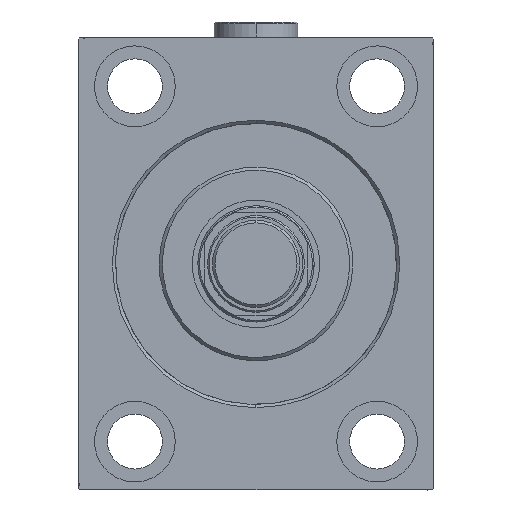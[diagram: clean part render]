
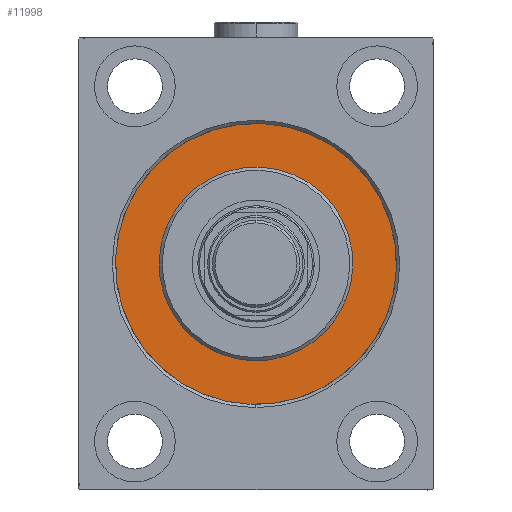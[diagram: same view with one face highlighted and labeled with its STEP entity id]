
A CAD part, left-side view. The second image highlights one B-rep face of the part: STEP entity #11998.
In plain terms, the highlighted face is planar.
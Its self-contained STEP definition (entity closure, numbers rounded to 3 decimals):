
#832 = ORIENTED_EDGE ( 'NONE', *, *, #23437, .F. ) ;
#1259 = DIRECTION ( 'NONE',  ( -1., 0., 0. ) ) ;
#1641 = AXIS2_PLACEMENT_3D ( 'NONE', #8427, #1259, #4958 ) ;
#2673 = DIRECTION ( 'NONE',  ( 0., 0., -1. ) ) ;
#4136 = CIRCLE ( 'NONE', #27767, 30. ) ;
#4874 = DIRECTION ( 'NONE',  ( -1., 0., 0. ) ) ;
#4958 = DIRECTION ( 'NONE',  ( 0., 0., 1. ) ) ;
#4963 = PLANE ( 'NONE',  #33762 ) ;
#5389 = DIRECTION ( 'NONE',  ( 0., 0., -1. ) ) ;
#5559 = CARTESIAN_POINT ( 'NONE',  ( 0., 0., 0. ) ) ;
#8122 = EDGE_LOOP ( 'NONE', ( #10259, #39781 ) ) ;
#8427 = CARTESIAN_POINT ( 'NONE',  ( 0., 0., 0. ) ) ;
#10259 = ORIENTED_EDGE ( 'NONE', *, *, #34966, .F. ) ;
#11904 = DIRECTION ( 'NONE',  ( 0., 0., 1. ) ) ;
#11998 = ADVANCED_FACE ( 'NONE', ( #26501, #33436 ), #4963, .F. ) ;
#21647 = EDGE_CURVE ( 'NONE', #23863, #30451, #33171, .T. ) ;
#22806 = DIRECTION ( 'NONE',  ( -1., 0., 0. ) ) ;
#23078 = CARTESIAN_POINT ( 'NONE',  ( 0., 0., 0. ) ) ;
#23437 = EDGE_CURVE ( 'NONE', #28583, #34534, #36938, .T. ) ;
#23863 = VERTEX_POINT ( 'NONE', #34027 ) ;
#26053 = CARTESIAN_POINT ( 'NONE',  ( 0., 0., 30. ) ) ;
#26236 = DIRECTION ( 'NONE',  ( 1., 0., 0. ) ) ;
#26501 = FACE_BOUND ( 'NONE', #44539, .T. ) ;
#27767 = AXIS2_PLACEMENT_3D ( 'NONE', #23078, #27900, #2673 ) ;
#27900 = DIRECTION ( 'NONE',  ( 1., 0., 0. ) ) ;
#28583 = VERTEX_POINT ( 'NONE', #26053 ) ;
#29879 = DIRECTION ( 'NONE',  ( 0., 0., 1. ) ) ;
#30451 = VERTEX_POINT ( 'NONE', #40824 ) ;
#30587 = CARTESIAN_POINT ( 'NONE',  ( 0., 0., -30. ) ) ;
#33171 = CIRCLE ( 'NONE', #39095, 43.5 ) ;
#33436 = FACE_OUTER_BOUND ( 'NONE', #8122, .T. ) ;
#33743 = ORIENTED_EDGE ( 'NONE', *, *, #45578, .F. ) ;
#33762 = AXIS2_PLACEMENT_3D ( 'NONE', #43622, #22806, #11904 ) ;
#34027 = CARTESIAN_POINT ( 'NONE',  ( 0., 0., 43.5 ) ) ;
#34534 = VERTEX_POINT ( 'NONE', #30587 ) ;
#34966 = EDGE_CURVE ( 'NONE', #30451, #23863, #37137, .T. ) ;
#36938 = CIRCLE ( 'NONE', #39910, 30. ) ;
#37137 = CIRCLE ( 'NONE', #1641, 43.5 ) ;
#39095 = AXIS2_PLACEMENT_3D ( 'NONE', #5559, #4874, #29879 ) ;
#39781 = ORIENTED_EDGE ( 'NONE', *, *, #21647, .F. ) ;
#39910 = AXIS2_PLACEMENT_3D ( 'NONE', #40121, #26236, #5389 ) ;
#40121 = CARTESIAN_POINT ( 'NONE',  ( 0., 0., 0. ) ) ;
#40824 = CARTESIAN_POINT ( 'NONE',  ( 0., 0., -43.5 ) ) ;
#43622 = CARTESIAN_POINT ( 'NONE',  ( 0., 0., 0. ) ) ;
#44539 = EDGE_LOOP ( 'NONE', ( #832, #33743 ) ) ;
#45578 = EDGE_CURVE ( 'NONE', #34534, #28583, #4136, .T. ) ;
